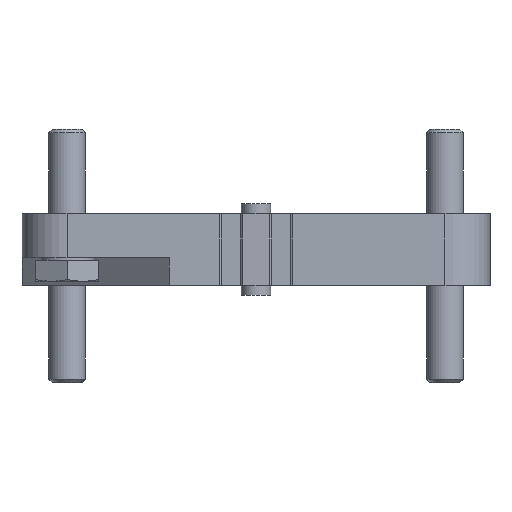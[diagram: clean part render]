
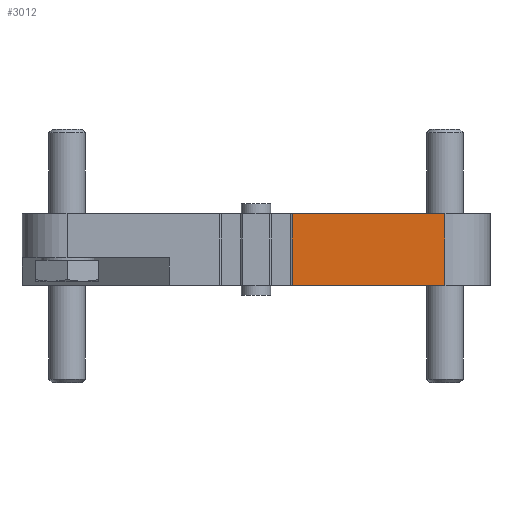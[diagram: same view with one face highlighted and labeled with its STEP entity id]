
A CAD part, front view. The second image highlights one B-rep face of the part: STEP entity #3012.
In plain terms, the highlighted planar face has unit normal (0, -1, 0).
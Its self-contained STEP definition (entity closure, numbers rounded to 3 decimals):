
#479=ORIENTED_EDGE('',*,*,#1354,.T.);
#480=ORIENTED_EDGE('',*,*,#1355,.F.);
#481=ORIENTED_EDGE('',*,*,#1279,.F.);
#482=ORIENTED_EDGE('',*,*,#1353,.T.);
#1279=EDGE_CURVE('',#1714,#1715,#1996,.T.);
#1353=EDGE_CURVE('',#1714,#1784,#2034,.T.);
#1354=EDGE_CURVE('',#1784,#1785,#2035,.T.);
#1355=EDGE_CURVE('',#1715,#1785,#2036,.T.);
#1714=VERTEX_POINT('',#4674);
#1715=VERTEX_POINT('',#4676);
#1784=VERTEX_POINT('',#4820);
#1785=VERTEX_POINT('',#4824);
#1996=LINE('',#4675,#2262);
#2034=LINE('',#4821,#2300);
#2035=LINE('',#4823,#2301);
#2036=LINE('',#4825,#2302);
#2262=VECTOR('',#3689,1000.);
#2300=VECTOR('',#3803,1000.);
#2301=VECTOR('',#3806,1000.);
#2302=VECTOR('',#3807,1000.);
#2495=EDGE_LOOP('',(#479,#480,#481,#482));
#2709=FACE_BOUND('',#2495,.T.);
#2916=PLANE('',#3292);
#3012=ADVANCED_FACE('',(#2709),#2916,.F.);
#3292=AXIS2_PLACEMENT_3D('',#4822,#3804,#3805);
#3689=DIRECTION('',(0.,0.,-1.));
#3803=DIRECTION('',(-1.,0.,0.));
#3804=DIRECTION('',(0.,1.,0.));
#3805=DIRECTION('',(0.,0.,1.));
#3806=DIRECTION('',(0.,0.,-1.));
#3807=DIRECTION('',(-1.,0.,0.));
#4674=CARTESIAN_POINT('',(19.5,-63.8,51.5));
#4675=CARTESIAN_POINT('',(19.5,-63.8,51.5));
#4676=CARTESIAN_POINT('',(19.5,-63.8,9.95));
#4820=CARTESIAN_POINT('',(0.,-63.8,51.5));
#4821=CARTESIAN_POINT('',(19.5,-63.8,51.5));
#4822=CARTESIAN_POINT('',(19.5,-63.8,51.5));
#4823=CARTESIAN_POINT('',(0.,-63.8,51.5));
#4824=CARTESIAN_POINT('',(0.,-63.8,9.95));
#4825=CARTESIAN_POINT('',(19.5,-63.8,9.95));
